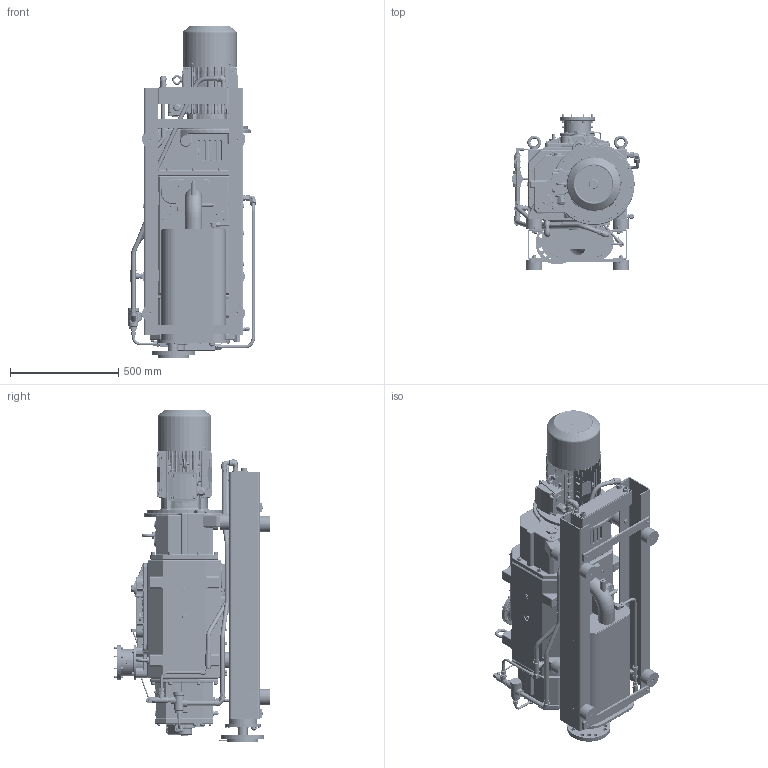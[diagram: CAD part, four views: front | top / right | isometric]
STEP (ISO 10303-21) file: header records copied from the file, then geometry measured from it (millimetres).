
FILE_DESCRIPTION(/* description */ (''),/* implementation_level */ '2;1');
FILE_NAME(/* name */ 'PU900057.stp',/* time_stamp */ '2020-05-29T07:49:03+02:00',/* author */ ('JOHLE'),/* organization */ (''),/* preprocessor_version */ 'ST-DEVELOPER v17',/* originating_system */ 'Autodesk Inventor 2018',/* authorisation */ '');
FILE_SCHEMA (('AUTOMOTIVE_DESIGN { 1 0 10303 214 3 1 1 }'));
Products named in the file (1): PU 900 057
Bounding box: 592.2 x 716 x 1533 mm (x, y, z)
Volume: 177866178.8 mm3; surface area: 6238139.5 mm2
Topology: 8 solids, 22 shells, 9695 faces, 24757 edges, 15455 vertices
Faces by surface type: plane 3804, cylinder 2473, bspline 1375, cone 1072, torus 620, sphere 351
Full cylindrical faces by diameter (mm): 2.3 x2, 3 x4, 3.5 x1, 4 x2, 5 x2, 6 x6, 6.8 x20, 7 x5, 7.8 x1, 8 x32, 8.5 x16, 9.563 x1, 10 x4, 10.2 x10, 11.768 x1, 11.96 x4, 12 x22, 13 x68, 13.835 x1, 14 x13, 14.287 x1, 15 x7, 15.5 x2, 16 x7, 16.5 x1, 16.743 x2, 16.996 x1, 17.145 x1, 17.475 x1, 18 x34
Entity records: 377412 total; most frequent: CARTESIAN_POINT 152886, ORIENTED_EDGE 48946, DIRECTION 44871, EDGE_CURVE 24473, AXIS2_PLACEMENT_3D 17113, VERTEX_POINT 15455, LINE 10645, VECTOR 10645
